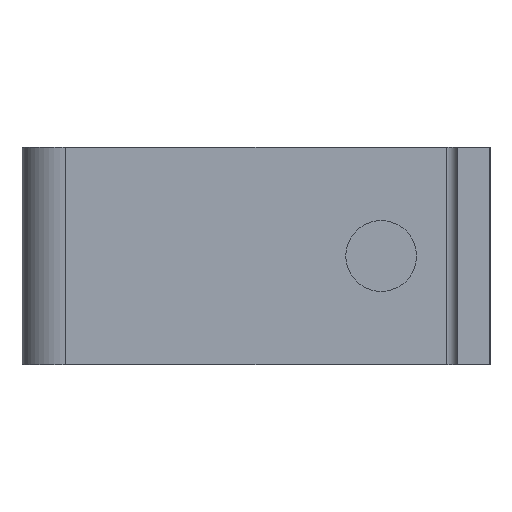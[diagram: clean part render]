
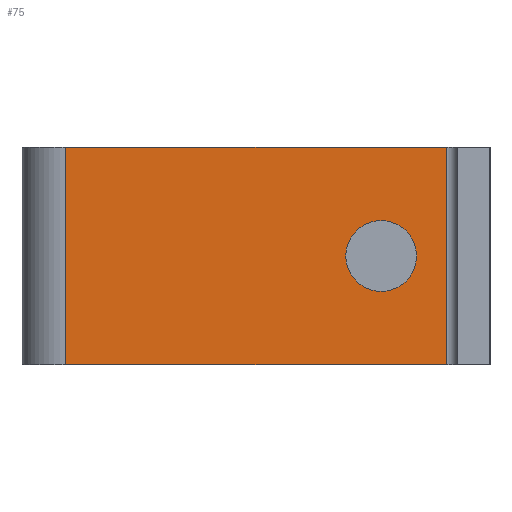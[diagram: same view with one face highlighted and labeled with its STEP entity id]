
A CAD part, left-side view. The second image highlights one B-rep face of the part: STEP entity #75.
In plain terms, the highlighted planar face has unit normal (-1, 0, 0).
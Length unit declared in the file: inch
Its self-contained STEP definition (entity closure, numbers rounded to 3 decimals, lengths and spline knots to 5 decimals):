
#75=ADVANCED_FACE('',(#176,#177),#178,.T.);
#176=FACE_BOUND('',#341,.T.);
#177=FACE_OUTER_BOUND('',#342,.T.);
#178=PLANE('',#343);
#341=EDGE_LOOP('',(#616,#617,#618,#619));
#342=EDGE_LOOP('',(#620,#621,#622,#623));
#343=AXIS2_PLACEMENT_3D('',#624,#625,#626);
#616=ORIENTED_EDGE('',*,*,#900,.T.);
#617=ORIENTED_EDGE('',*,*,#909,.T.);
#618=ORIENTED_EDGE('',*,*,#895,.T.);
#619=ORIENTED_EDGE('',*,*,#910,.T.);
#620=ORIENTED_EDGE('',*,*,#911,.T.);
#621=ORIENTED_EDGE('',*,*,#912,.F.);
#622=ORIENTED_EDGE('',*,*,#913,.F.);
#623=ORIENTED_EDGE('',*,*,#914,.T.);
#624=CARTESIAN_POINT('',(1.4375,1.34375,0.0));
#625=DIRECTION('',(-1.0,-0.0,0.0));
#626=DIRECTION('',(0.0,-1.0,-0.0));
#895=EDGE_CURVE('',#1058,#1059,#1060,.T.);
#900=EDGE_CURVE('',#1067,#1068,#1069,.T.);
#909=EDGE_CURVE('',#1068,#1058,#1082,.T.);
#910=EDGE_CURVE('',#1059,#1067,#1083,.T.);
#911=EDGE_CURVE('',#1084,#1085,#1086,.T.);
#912=EDGE_CURVE('',#1087,#1085,#1088,.T.);
#913=EDGE_CURVE('',#1089,#1087,#1090,.T.);
#914=EDGE_CURVE('',#1089,#1084,#1091,.T.);
#1058=VERTEX_POINT('',#1309);
#1059=VERTEX_POINT('',#1310);
#1060=B_SPLINE_CURVE_WITH_KNOTS('',3,(#1311,#1312,#1313,#1314),.UNSPECIFIED.,.F.,.F.,(4,4),(-1.0,-0.0),.UNSPECIFIED.);
#1067=VERTEX_POINT('',#1326);
#1068=VERTEX_POINT('',#1327);
#1069=B_SPLINE_CURVE_WITH_KNOTS('',3,(#1328,#1329,#1330,#1331),.UNSPECIFIED.,.F.,.F.,(4,4),(-1.0,-0.0),.UNSPECIFIED.);
#1082=B_SPLINE_CURVE_WITH_KNOTS('',3,(#1356,#1357,#1358,#1359),.UNSPECIFIED.,.F.,.F.,(4,4),(-1.0,-0.0),.UNSPECIFIED.);
#1083=B_SPLINE_CURVE_WITH_KNOTS('',3,(#1360,#1361,#1362,#1363),.UNSPECIFIED.,.F.,.F.,(4,4),(-1.0,-0.0),.UNSPECIFIED.);
#1084=VERTEX_POINT('',#1364);
#1085=VERTEX_POINT('',#1365);
#1086=LINE('',#1366,#1367);
#1087=VERTEX_POINT('',#1368);
#1088=LINE('',#1369,#1370);
#1089=VERTEX_POINT('',#1371);
#1090=LINE('',#1372,#1373);
#1091=LINE('',#1374,#1375);
#1309=CARTESIAN_POINT('',(1.4375,0.625,0.42188));
#1310=CARTESIAN_POINT('',(1.4375,0.82815,0.625));
#1311=CARTESIAN_POINT('',(1.4375,0.625,0.42188));
#1312=CARTESIAN_POINT('',(1.4375,0.7372,0.42188));
#1313=CARTESIAN_POINT('',(1.4375,0.82815,0.5128));
#1314=CARTESIAN_POINT('',(1.4375,0.82815,0.625));
#1326=CARTESIAN_POINT('',(1.4375,0.625,0.82813));
#1327=CARTESIAN_POINT('',(1.4375,0.42185,0.625));
#1328=CARTESIAN_POINT('',(1.4375,0.625,0.82813));
#1329=CARTESIAN_POINT('',(1.4375,0.5128,0.82813));
#1330=CARTESIAN_POINT('',(1.4375,0.42185,0.73717));
#1331=CARTESIAN_POINT('',(1.4375,0.42185,0.625));
#1356=CARTESIAN_POINT('',(1.4375,0.42185,0.625));
#1357=CARTESIAN_POINT('',(1.4375,0.42185,0.5128));
#1358=CARTESIAN_POINT('',(1.4375,0.5128,0.42188));
#1359=CARTESIAN_POINT('',(1.4375,0.625,0.42188));
#1360=CARTESIAN_POINT('',(1.4375,0.82815,0.625));
#1361=CARTESIAN_POINT('',(1.4375,0.82815,0.73717));
#1362=CARTESIAN_POINT('',(1.4375,0.7372,0.82813));
#1363=CARTESIAN_POINT('',(1.4375,0.625,0.82813));
#1364=CARTESIAN_POINT('',(1.4375,0.25,1.25));
#1365=CARTESIAN_POINT('',(1.4375,2.4375,1.25));
#1366=CARTESIAN_POINT('',(1.4375,0.25,1.25));
#1367=VECTOR('',#1677,1.0);
#1368=CARTESIAN_POINT('',(1.4375,2.4375,0.0));
#1369=CARTESIAN_POINT('',(1.4375,2.4375,0.0));
#1370=VECTOR('',#1678,1.0);
#1371=CARTESIAN_POINT('',(1.4375,0.25,0.0));
#1372=CARTESIAN_POINT('',(1.4375,0.25,0.0));
#1373=VECTOR('',#1679,1.0);
#1374=CARTESIAN_POINT('',(1.4375,0.25,0.0));
#1375=VECTOR('',#1680,1.0);
#1677=DIRECTION('',(0.0,1.0,0.0));
#1678=DIRECTION('',(0.0,0.0,1.0));
#1679=DIRECTION('',(0.0,1.0,0.0));
#1680=DIRECTION('',(0.0,0.0,1.0));
